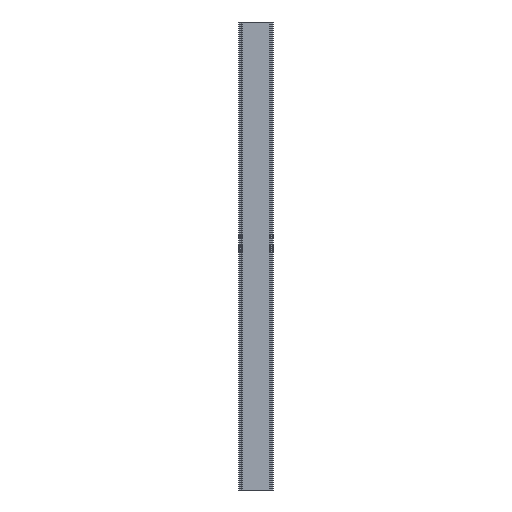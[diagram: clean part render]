
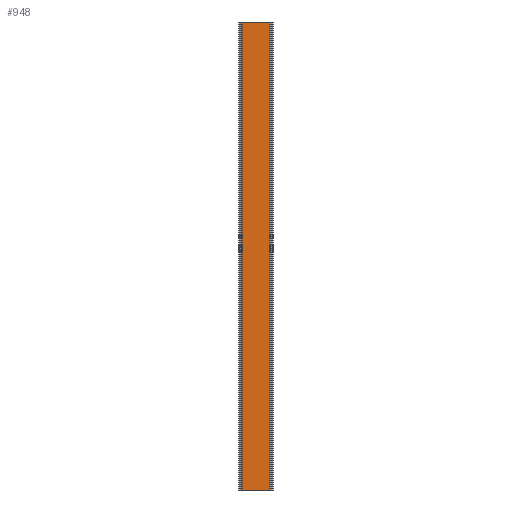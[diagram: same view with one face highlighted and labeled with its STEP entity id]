
A CAD part, front view. The second image highlights one B-rep face of the part: STEP entity #948.
In plain terms, the highlighted planar face has unit normal (0, -1, 0).
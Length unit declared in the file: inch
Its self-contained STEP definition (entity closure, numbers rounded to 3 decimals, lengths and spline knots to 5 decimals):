
#23 = CARTESIAN_POINT ( 'NONE',  ( -0.5865, 0., -20. ) ) ;
#58 = CARTESIAN_POINT ( 'NONE',  ( 0.5865, 0., -20. ) ) ;
#84 = CARTESIAN_POINT ( 'NONE',  ( 0.5865, 0., 0. ) ) ;
#96 = DIRECTION ( 'NONE',  ( 0., 0., 1. ) ) ;
#112 = DIRECTION ( 'NONE',  ( 1., 0., 0. ) ) ;
#160 = ORIENTED_EDGE ( 'NONE', *, *, #333, .T. ) ;
#189 = VECTOR ( 'NONE', #112, 39.37008 ) ;
#207 = VECTOR ( 'NONE', #96, 39.37008 ) ;
#214 = AXIS2_PLACEMENT_3D ( 'NONE', #309, #991, #731 ) ;
#269 = LINE ( 'NONE', #23, #189 ) ;
#307 = DIRECTION ( 'NONE',  ( 1., 0., 0. ) ) ;
#309 = CARTESIAN_POINT ( 'NONE',  ( -0.5865, 0., -20. ) ) ;
#333 = EDGE_CURVE ( 'NONE', #985, #498, #269, .T. ) ;
#341 = CARTESIAN_POINT ( 'NONE',  ( -0.5865, 0., 0. ) ) ;
#389 = EDGE_LOOP ( 'NONE', ( #635, #1077, #160, #409 ) ) ;
#409 = ORIENTED_EDGE ( 'NONE', *, *, #1018, .T. ) ;
#498 = VERTEX_POINT ( 'NONE', #58 ) ;
#566 = VECTOR ( 'NONE', #307, 39.37008 ) ;
#573 = LINE ( 'NONE', #1091, #207 ) ;
#581 = EDGE_CURVE ( 'NONE', #985, #1146, #953, .T. ) ;
#635 = ORIENTED_EDGE ( 'NONE', *, *, #1052, .F. ) ;
#644 = VERTEX_POINT ( 'NONE', #84 ) ;
#727 = FACE_OUTER_BOUND ( 'NONE', #389, .T. ) ;
#729 = PLANE ( 'NONE',  #214 ) ;
#731 = DIRECTION ( 'NONE',  ( 0., 0., -1. ) ) ;
#784 = LINE ( 'NONE', #341, #566 ) ;
#805 = CARTESIAN_POINT ( 'NONE',  ( -0.5865, 0., -20. ) ) ;
#808 = VECTOR ( 'NONE', #968, 39.37008 ) ;
#898 = CARTESIAN_POINT ( 'NONE',  ( -0.5865, 0., -20. ) ) ;
#942 = CARTESIAN_POINT ( 'NONE',  ( -0.5865, 0., 0. ) ) ;
#948 = ADVANCED_FACE ( 'NONE', ( #727 ), #729, .T. ) ;
#953 = LINE ( 'NONE', #805, #808 ) ;
#968 = DIRECTION ( 'NONE',  ( 0., 0., 1. ) ) ;
#985 = VERTEX_POINT ( 'NONE', #898 ) ;
#991 = DIRECTION ( 'NONE',  ( 0., -1., 0. ) ) ;
#1018 = EDGE_CURVE ( 'NONE', #498, #644, #573, .T. ) ;
#1052 = EDGE_CURVE ( 'NONE', #1146, #644, #784, .T. ) ;
#1077 = ORIENTED_EDGE ( 'NONE', *, *, #581, .F. ) ;
#1091 = CARTESIAN_POINT ( 'NONE',  ( 0.5865, 0., -20. ) ) ;
#1146 = VERTEX_POINT ( 'NONE', #942 ) ;
